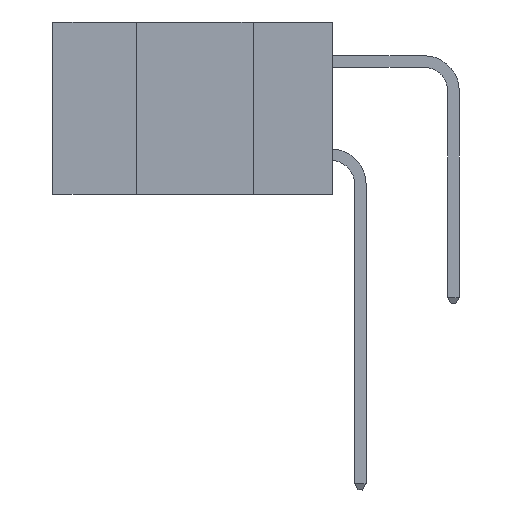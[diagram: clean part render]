
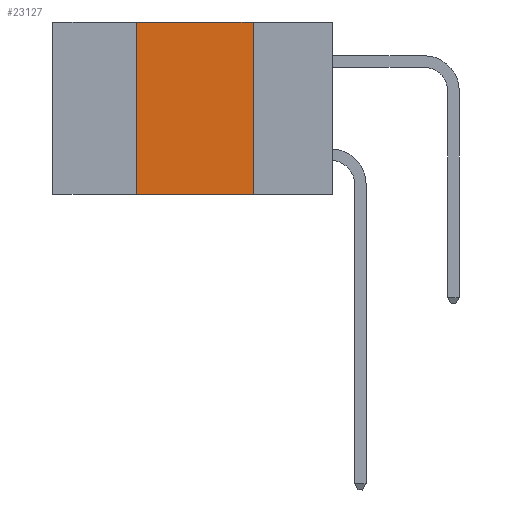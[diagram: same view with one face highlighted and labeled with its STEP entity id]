
A CAD part, left-side view. The second image highlights one B-rep face of the part: STEP entity #23127.
In plain terms, the highlighted planar face has unit normal (-1, 0, 0).
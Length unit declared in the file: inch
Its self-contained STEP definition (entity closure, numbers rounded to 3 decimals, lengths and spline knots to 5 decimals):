
#811 = CARTESIAN_POINT ( 'NONE',  ( 0., 0.17, -0.37 ) ) ;
#2465 = DIRECTION ( 'NONE',  ( 0., 0., -1. ) ) ;
#2863 = EDGE_LOOP ( 'NONE', ( #24258, #25276, #13310, #18583 ) ) ;
#3130 = LINE ( 'NONE', #6658, #22352 ) ;
#3482 = PLANE ( 'NONE',  #13662 ) ;
#4186 = VECTOR ( 'NONE', #18979, 39.37008 ) ;
#4235 = CARTESIAN_POINT ( 'NONE',  ( 0., 0.17, 0. ) ) ;
#4823 = CARTESIAN_POINT ( 'NONE',  ( 0., 0.42, 0. ) ) ;
#6658 = CARTESIAN_POINT ( 'NONE',  ( 0., 0.6, 0. ) ) ;
#6950 = EDGE_CURVE ( 'NONE', #21766, #12958, #3130, .T. ) ;
#8062 = CARTESIAN_POINT ( 'NONE',  ( 0., 0.42, -0.37 ) ) ;
#8371 = FACE_OUTER_BOUND ( 'NONE', #2863, .T. ) ;
#9064 = VERTEX_POINT ( 'NONE', #8062 ) ;
#9571 = LINE ( 'NONE', #4823, #4186 ) ;
#10647 = VECTOR ( 'NONE', #15592, 39.37008 ) ;
#11434 = CARTESIAN_POINT ( 'NONE',  ( 0., 0.6, 0. ) ) ;
#11516 = DIRECTION ( 'NONE',  ( 0., 0., -1. ) ) ;
#12958 = VERTEX_POINT ( 'NONE', #4235 ) ;
#13310 = ORIENTED_EDGE ( 'NONE', *, *, #19874, .F. ) ;
#13658 = CARTESIAN_POINT ( 'NONE',  ( 0., 0.6, -0.37 ) ) ;
#13662 = AXIS2_PLACEMENT_3D ( 'NONE', #11434, #13719, #11516 ) ;
#13719 = DIRECTION ( 'NONE',  ( 1., 0., 0. ) ) ;
#14594 = EDGE_CURVE ( 'NONE', #9064, #24537, #22931, .T. ) ;
#15592 = DIRECTION ( 'NONE',  ( 0., -1., 0. ) ) ;
#16444 = CARTESIAN_POINT ( 'NONE',  ( 0., 0.42, 0. ) ) ;
#18583 = ORIENTED_EDGE ( 'NONE', *, *, #14594, .T. ) ;
#18979 = DIRECTION ( 'NONE',  ( 0., 0., 1. ) ) ;
#19838 = VECTOR ( 'NONE', #2465, 39.37008 ) ;
#19874 = EDGE_CURVE ( 'NONE', #9064, #21766, #9571, .T. ) ;
#20522 = CARTESIAN_POINT ( 'NONE',  ( 0., 0.17, 0. ) ) ;
#20737 = DIRECTION ( 'NONE',  ( 0., -1., 0. ) ) ;
#21766 = VERTEX_POINT ( 'NONE', #16444 ) ;
#22279 = EDGE_CURVE ( 'NONE', #12958, #24537, #25175, .T. ) ;
#22352 = VECTOR ( 'NONE', #20737, 39.37008 ) ;
#22931 = LINE ( 'NONE', #13658, #10647 ) ;
#23127 = ADVANCED_FACE ( 'NONE', ( #8371 ), #3482, .F. ) ;
#24258 = ORIENTED_EDGE ( 'NONE', *, *, #22279, .F. ) ;
#24537 = VERTEX_POINT ( 'NONE', #811 ) ;
#25175 = LINE ( 'NONE', #20522, #19838 ) ;
#25276 = ORIENTED_EDGE ( 'NONE', *, *, #6950, .F. ) ;
